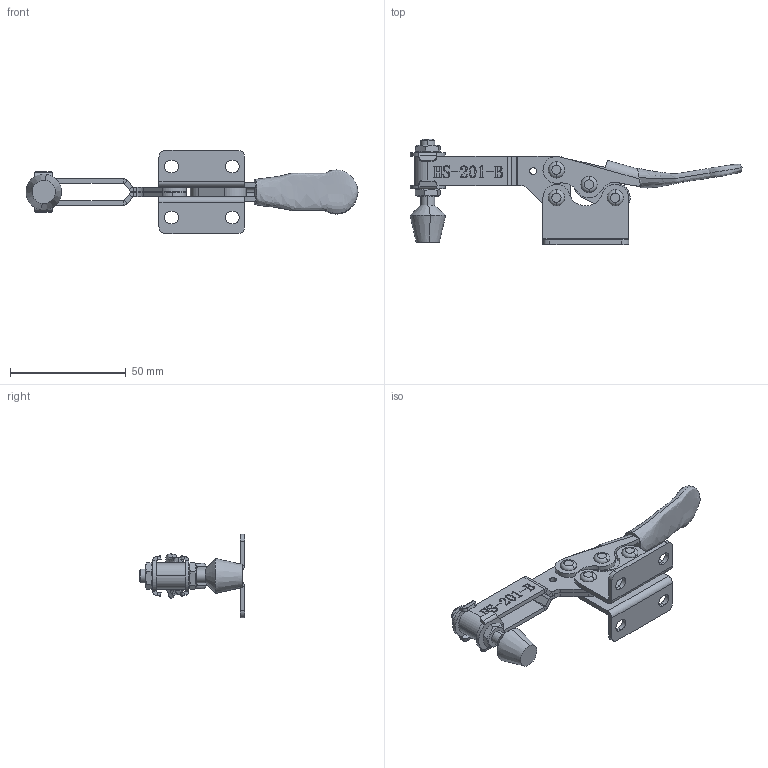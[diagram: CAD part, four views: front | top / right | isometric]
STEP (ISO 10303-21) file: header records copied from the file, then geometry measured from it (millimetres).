
FILE_DESCRIPTION (( 'STEP AP203' ), '1' );
FILE_NAME ('HS-201-B .STEP', '2019-10-15T01:08:53', ( '微软用户' ), ( '微软中国' ), 'SwSTEP 2.0', 'SolidWorks 2012', '' );
FILE_SCHEMA (( 'CONFIG_CONTROL_DESIGN' ));
Length unit declared in the file: millimetre
Products named in the file (11): HS-201-B ; FW-141; hex thin nuts-grades ab-chamfered gb_GB_FASTENER_NUT_STNAB M6-N; hexagon head bolts-full thread gb_GB_FASTENER_BOLT_STBAB A M6X40-C; 蟀裝; 揤輸; 揤參; 种; 忒梟; 忒參; 楊擘菁釱
Assembly tree (16 placements, depth 2):
  HS-201-B 
    楊擘菁釱  x2
    忒參
    忒梟
    种  x4
    揤參
    揤輸
    蟀裝
    hexagon head bolts-full thread gb_GB_FASTENER_BOLT_STBAB A M6X40-C
    hex thin nuts-grades ab-chamfered gb_GB_FASTENER_NUT_STNAB M6-N  x2
    FW-141  x2
Bounding box: 143.26 x 45.5 x 36 mm (x, y, z)
Volume: 19217.9 mm3; surface area: 20000.2 mm2
Topology: 16 solids, 16 shells, 684 faces, 1768 edges, 1149 vertices
Faces by surface type: plane 374, cylinder 135, bspline 129, cone 30, torus 16
Entity records: 30760 total; most frequent: CARTESIAN_POINT 15719, ORIENTED_EDGE 3066, DIRECTION 2419, EDGE_CURVE 1533, VERTEX_POINT 999, VECTOR 997, LINE 997, AXIS2_PLACEMENT_3D 711
